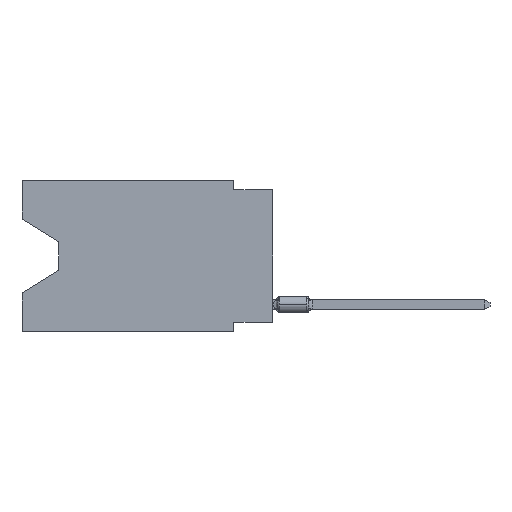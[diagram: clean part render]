
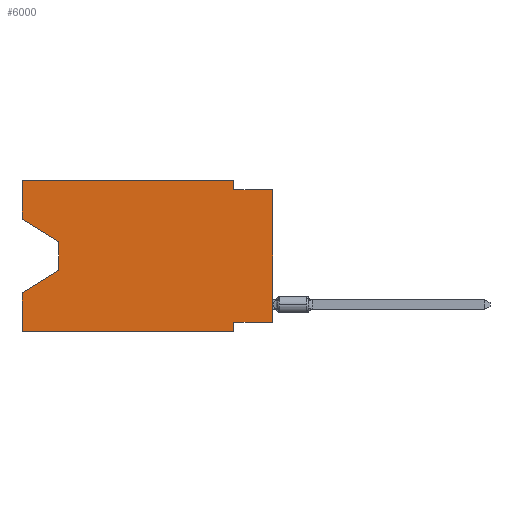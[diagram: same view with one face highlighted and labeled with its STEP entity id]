
A CAD part, left-side view. The second image highlights one B-rep face of the part: STEP entity #6000.
In plain terms, the highlighted planar face has unit normal (-1, 0, 0).
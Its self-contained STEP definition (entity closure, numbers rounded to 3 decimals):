
#408 = VERTEX_POINT ( 'NONE', #417 ) ;
#417 = CARTESIAN_POINT ( 'NONE',  ( 0., 16.383, -2.546 ) ) ;
#632 = VECTOR ( 'NONE', #15005, 1000. ) ;
#1042 = VECTOR ( 'NONE', #24938, 1000. ) ;
#1302 = ORIENTED_EDGE ( 'NONE', *, *, #11503, .T. ) ;
#1466 = VERTEX_POINT ( 'NONE', #3495 ) ;
#1753 = CARTESIAN_POINT ( 'NONE',  ( 0., 2.54, -9.906 ) ) ;
#1984 = VECTOR ( 'NONE', #19308, 1000. ) ;
#2384 = VERTEX_POINT ( 'NONE', #25183 ) ;
#2930 = CARTESIAN_POINT ( 'NONE',  ( 0., 0., -9.271 ) ) ;
#3204 = DIRECTION ( 'NONE',  ( 0., 0.855, -0.519 ) ) ;
#3495 = CARTESIAN_POINT ( 'NONE',  ( 0., 2.54, 0. ) ) ;
#4363 = ORIENTED_EDGE ( 'NONE', *, *, #9794, .F. ) ;
#4977 = VERTEX_POINT ( 'NONE', #1753 ) ;
#5116 = VERTEX_POINT ( 'NONE', #12506 ) ;
#5328 = VERTEX_POINT ( 'NONE', #24004 ) ;
#5544 = PLANE ( 'NONE',  #18614 ) ;
#5870 = LINE ( 'NONE', #6273, #18248 ) ;
#6000 = ADVANCED_FACE ( 'NONE', ( #26172 ), #5544, .F. ) ;
#6264 = EDGE_CURVE ( 'NONE', #19166, #1466, #25364, .T. ) ;
#6273 = CARTESIAN_POINT ( 'NONE',  ( 0., 16.383, -2.546 ) ) ;
#6802 = CARTESIAN_POINT ( 'NONE',  ( 0., 13.97, -5.893 ) ) ;
#6844 = CARTESIAN_POINT ( 'NONE',  ( 0., 13.97, -5.893 ) ) ;
#7616 = LINE ( 'NONE', #13386, #9947 ) ;
#8594 = LINE ( 'NONE', #8722, #16549 ) ;
#8722 = CARTESIAN_POINT ( 'NONE',  ( 0., 0., -0.635 ) ) ;
#8750 = VECTOR ( 'NONE', #3204, 1000. ) ;
#9794 = EDGE_CURVE ( 'NONE', #2384, #5116, #24542, .T. ) ;
#9947 = VECTOR ( 'NONE', #11917, 1000. ) ;
#10253 = DIRECTION ( 'NONE',  ( 0., 0., -1. ) ) ;
#10571 = VERTEX_POINT ( 'NONE', #14431 ) ;
#11015 = DIRECTION ( 'NONE',  ( 0., -1., 0. ) ) ;
#11191 = EDGE_CURVE ( 'NONE', #24582, #5116, #21735, .T. ) ;
#11503 = EDGE_CURVE ( 'NONE', #10571, #23937, #24409, .T. ) ;
#11876 = DIRECTION ( 'NONE',  ( 1., 0., 0. ) ) ;
#11917 = DIRECTION ( 'NONE',  ( 0., 0., -1. ) ) ;
#12233 = EDGE_CURVE ( 'NONE', #17585, #24582, #16933, .T. ) ;
#12506 = CARTESIAN_POINT ( 'NONE',  ( 0., 16.383, -7.36 ) ) ;
#12533 = CARTESIAN_POINT ( 'NONE',  ( 0., 2.54, -9.906 ) ) ;
#12929 = EDGE_CURVE ( 'NONE', #408, #17585, #5870, .T. ) ;
#13079 = CARTESIAN_POINT ( 'NONE',  ( 0., 0., -0.635 ) ) ;
#13153 = LINE ( 'NONE', #2930, #1984 ) ;
#13302 = EDGE_CURVE ( 'NONE', #5328, #23937, #8594, .T. ) ;
#13316 = ORIENTED_EDGE ( 'NONE', *, *, #6264, .F. ) ;
#13386 = CARTESIAN_POINT ( 'NONE',  ( 0., 2.54, 0. ) ) ;
#13388 = EDGE_CURVE ( 'NONE', #10571, #16429, #13153, .T. ) ;
#13443 = ORIENTED_EDGE ( 'NONE', *, *, #13302, .F. ) ;
#14268 = VECTOR ( 'NONE', #25889, 1000. ) ;
#14431 = CARTESIAN_POINT ( 'NONE',  ( 0., 0., -9.271 ) ) ;
#15005 = DIRECTION ( 'NONE',  ( 0., 0., 1. ) ) ;
#15428 = ORIENTED_EDGE ( 'NONE', *, *, #21644, .F. ) ;
#15470 = DIRECTION ( 'NONE',  ( 0., -1., 0. ) ) ;
#15612 = CARTESIAN_POINT ( 'NONE',  ( 0., 2.54, -9.271 ) ) ;
#15754 = CARTESIAN_POINT ( 'NONE',  ( 0., 16.383, -9.906 ) ) ;
#15866 = LINE ( 'NONE', #15754, #19869 ) ;
#16429 = VERTEX_POINT ( 'NONE', #15612 ) ;
#16549 = VECTOR ( 'NONE', #11015, 1000. ) ;
#16883 = EDGE_CURVE ( 'NONE', #16429, #4977, #24195, .T. ) ;
#16933 = LINE ( 'NONE', #17070, #21681 ) ;
#17070 = CARTESIAN_POINT ( 'NONE',  ( 0., 13.97, -4.013 ) ) ;
#17585 = VERTEX_POINT ( 'NONE', #19632 ) ;
#17913 = EDGE_CURVE ( 'NONE', #1466, #5328, #7616, .T. ) ;
#18248 = VECTOR ( 'NONE', #18616, 1000. ) ;
#18548 = ORIENTED_EDGE ( 'NONE', *, *, #17913, .F. ) ;
#18614 = AXIS2_PLACEMENT_3D ( 'NONE', #20049, #11876, #10253 ) ;
#18616 = DIRECTION ( 'NONE',  ( 0., -0.855, -0.519 ) ) ;
#18634 = VECTOR ( 'NONE', #15470, 1000. ) ;
#18969 = EDGE_LOOP ( 'NONE', ( #22353, #22861, #21788, #4363, #19630, #24197, #24757, #1302, #13443, #18548, #13316, #15428 ) ) ;
#19166 = VERTEX_POINT ( 'NONE', #24623 ) ;
#19234 = CARTESIAN_POINT ( 'NONE',  ( 0., 16.383, 0. ) ) ;
#19308 = DIRECTION ( 'NONE',  ( 0., 1., 0. ) ) ;
#19337 = DIRECTION ( 'NONE',  ( 0., 0., -1. ) ) ;
#19630 = ORIENTED_EDGE ( 'NONE', *, *, #25261, .T. ) ;
#19632 = CARTESIAN_POINT ( 'NONE',  ( 0., 13.97, -4.013 ) ) ;
#19869 = VECTOR ( 'NONE', #20434, 1000. ) ;
#20049 = CARTESIAN_POINT ( 'NONE',  ( 0., 16.383, 0. ) ) ;
#20249 = VECTOR ( 'NONE', #22450, 1000. ) ;
#20434 = DIRECTION ( 'NONE',  ( 0., -1., 0. ) ) ;
#20805 = CARTESIAN_POINT ( 'NONE',  ( 0., 16.383, 0. ) ) ;
#21644 = EDGE_CURVE ( 'NONE', #408, #19166, #25185, .T. ) ;
#21681 = VECTOR ( 'NONE', #19337, 1000. ) ;
#21735 = LINE ( 'NONE', #6844, #8750 ) ;
#21788 = ORIENTED_EDGE ( 'NONE', *, *, #11191, .T. ) ;
#22263 = CARTESIAN_POINT ( 'NONE',  ( 0., 0., 0. ) ) ;
#22353 = ORIENTED_EDGE ( 'NONE', *, *, #12929, .T. ) ;
#22450 = DIRECTION ( 'NONE',  ( 0., 0., -1. ) ) ;
#22861 = ORIENTED_EDGE ( 'NONE', *, *, #12233, .T. ) ;
#23453 = CARTESIAN_POINT ( 'NONE',  ( 0., 16.383, 0. ) ) ;
#23937 = VERTEX_POINT ( 'NONE', #13079 ) ;
#24004 = CARTESIAN_POINT ( 'NONE',  ( 0., 2.54, -0.635 ) ) ;
#24195 = LINE ( 'NONE', #12533, #20249 ) ;
#24197 = ORIENTED_EDGE ( 'NONE', *, *, #16883, .F. ) ;
#24409 = LINE ( 'NONE', #22263, #14268 ) ;
#24542 = LINE ( 'NONE', #20805, #1042 ) ;
#24582 = VERTEX_POINT ( 'NONE', #6802 ) ;
#24623 = CARTESIAN_POINT ( 'NONE',  ( 0., 16.383, 0. ) ) ;
#24757 = ORIENTED_EDGE ( 'NONE', *, *, #13388, .F. ) ;
#24938 = DIRECTION ( 'NONE',  ( 0., 0., 1. ) ) ;
#25183 = CARTESIAN_POINT ( 'NONE',  ( 0., 16.383, -9.906 ) ) ;
#25185 = LINE ( 'NONE', #23453, #632 ) ;
#25261 = EDGE_CURVE ( 'NONE', #2384, #4977, #15866, .T. ) ;
#25364 = LINE ( 'NONE', #19234, #18634 ) ;
#25889 = DIRECTION ( 'NONE',  ( 0., 0., 1. ) ) ;
#26172 = FACE_OUTER_BOUND ( 'NONE', #18969, .T. ) ;
